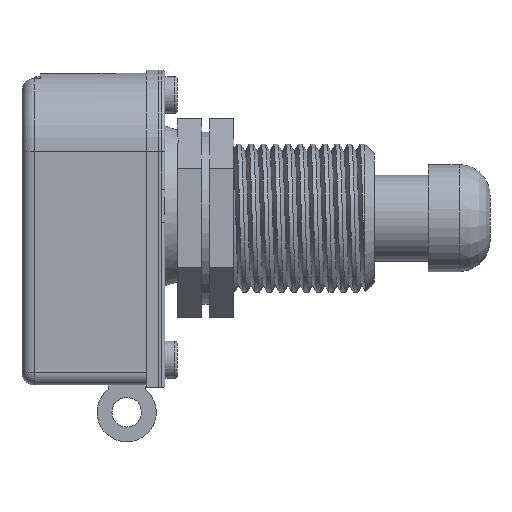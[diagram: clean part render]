
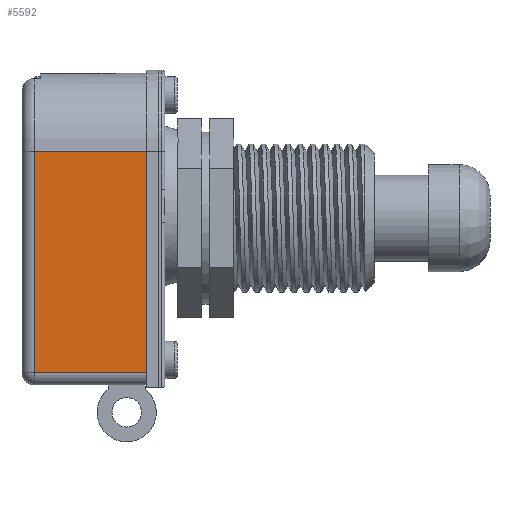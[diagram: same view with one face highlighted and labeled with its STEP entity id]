
A CAD part, left-side view. The second image highlights one B-rep face of the part: STEP entity #5592.
In plain terms, the highlighted planar face has unit normal (-1, 0, 0).
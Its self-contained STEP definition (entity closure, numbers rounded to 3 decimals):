
#4371 = VERTEX_POINT('',#4372);
#4372 = CARTESIAN_POINT('',(-6.35,1.9,19.411));
#4405 = VERTEX_POINT('',#4406);
#4406 = CARTESIAN_POINT('',(-6.35,1.9,1.461));
#4413 = EDGE_CURVE('',#4405,#4371,#4414,.T.);
#4414 = LINE('',#4415,#4416);
#4415 = CARTESIAN_POINT('',(-6.35,1.9,0.461));
#4416 = VECTOR('',#4417,1.);
#4417 = DIRECTION('',(0.,0.,1.));
#5352 = VERTEX_POINT('',#5353);
#5353 = CARTESIAN_POINT('',(-6.35,11.,19.411));
#5360 = EDGE_CURVE('',#5352,#4371,#5361,.T.);
#5361 = LINE('',#5362,#5363);
#5362 = CARTESIAN_POINT('',(-6.35,12.,19.411));
#5363 = VECTOR('',#5364,1.);
#5364 = DIRECTION('',(0.,-1.,0.));
#5571 = EDGE_CURVE('',#5572,#4405,#5574,.T.);
#5572 = VERTEX_POINT('',#5573);
#5573 = CARTESIAN_POINT('',(-6.35,11.,1.461));
#5574 = LINE('',#5575,#5576);
#5575 = CARTESIAN_POINT('',(-6.35,12.,1.461));
#5576 = VECTOR('',#5577,1.);
#5577 = DIRECTION('',(0.,-1.,0.));
#5592 = ADVANCED_FACE('',(#5593),#5604,.T.);
#5593 = FACE_BOUND('',#5594,.T.);
#5594 = EDGE_LOOP('',(#5595,#5596,#5602,#5603));
#5595 = ORIENTED_EDGE('',*,*,#5360,.F.);
#5596 = ORIENTED_EDGE('',*,*,#5597,.F.);
#5597 = EDGE_CURVE('',#5572,#5352,#5598,.T.);
#5598 = LINE('',#5599,#5600);
#5599 = CARTESIAN_POINT('',(-6.35,11.,0.461));
#5600 = VECTOR('',#5601,1.);
#5601 = DIRECTION('',(0.,0.,1.));
#5602 = ORIENTED_EDGE('',*,*,#5571,.T.);
#5603 = ORIENTED_EDGE('',*,*,#4413,.T.);
#5604 = PLANE('',#5605);
#5605 = AXIS2_PLACEMENT_3D('',#5606,#5607,#5608);
#5606 = CARTESIAN_POINT('',(-6.35,12.,0.461));
#5607 = DIRECTION('',(-1.,0.,0.));
#5608 = DIRECTION('',(0.,0.,1.));
